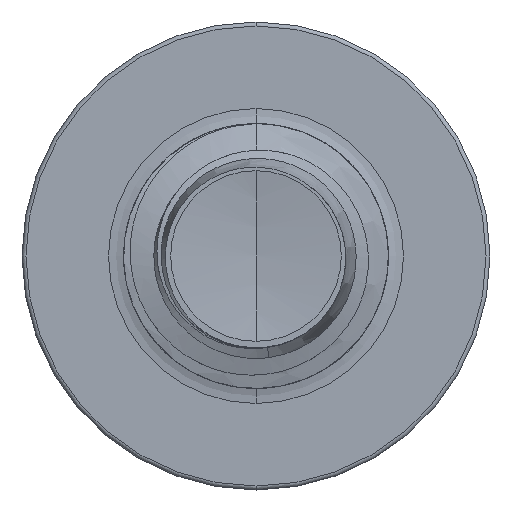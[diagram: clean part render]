
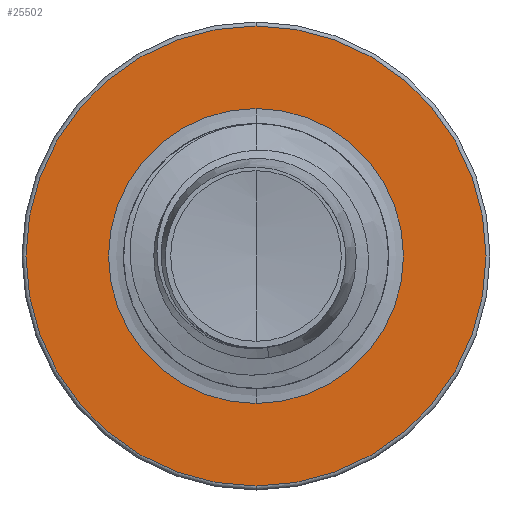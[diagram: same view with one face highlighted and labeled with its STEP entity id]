
A CAD part, front view. The second image highlights one B-rep face of the part: STEP entity #25502.
In plain terms, the highlighted planar face has unit normal (0, -1, 0).
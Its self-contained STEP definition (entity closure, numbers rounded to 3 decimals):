
#27 = EDGE_CURVE ( 'NONE', #23675, #14657, #24014, .T. ) ;
#2435 = DIRECTION ( 'NONE',  ( 0., 1., 0. ) ) ;
#2810 = FACE_OUTER_BOUND ( 'NONE', #23708, .T. ) ;
#4314 = ORIENTED_EDGE ( 'NONE', *, *, #16626, .F. ) ;
#4411 = AXIS2_PLACEMENT_3D ( 'NONE', #7311, #33397, #19511 ) ;
#5345 = EDGE_CURVE ( 'NONE', #33974, #7185, #33135, .T. ) ;
#5855 = DIRECTION ( 'NONE',  ( 0., 0., 1. ) ) ;
#5864 = DIRECTION ( 'NONE',  ( 0., 1., 0. ) ) ;
#5900 = CARTESIAN_POINT ( 'NONE',  ( 0., 11., 0. ) ) ;
#7185 = VERTEX_POINT ( 'NONE', #23987 ) ;
#7311 = CARTESIAN_POINT ( 'NONE',  ( 0., 11., -1.67 ) ) ;
#11484 = ORIENTED_EDGE ( 'NONE', *, *, #27, .F. ) ;
#13668 = AXIS2_PLACEMENT_3D ( 'NONE', #31239, #2435, #22407 ) ;
#13823 = CARTESIAN_POINT ( 'NONE',  ( 0., 11., -2.605 ) ) ;
#14395 = CIRCLE ( 'NONE', #26471, 2.605 ) ;
#14657 = VERTEX_POINT ( 'NONE', #13823 ) ;
#16550 = EDGE_CURVE ( 'NONE', #7185, #33974, #33398, .T. ) ;
#16626 = EDGE_CURVE ( 'NONE', #14657, #23675, #14395, .T. ) ;
#19511 = DIRECTION ( 'NONE',  ( 0., 0., 1. ) ) ;
#22407 = DIRECTION ( 'NONE',  ( 0., 0., 1. ) ) ;
#23449 = DIRECTION ( 'NONE',  ( 0., 0., 1. ) ) ;
#23675 = VERTEX_POINT ( 'NONE', #31867 ) ;
#23679 = DIRECTION ( 'NONE',  ( 0., 1., 0. ) ) ;
#23708 = EDGE_LOOP ( 'NONE', ( #11484, #4314 ) ) ;
#23792 = CARTESIAN_POINT ( 'NONE',  ( 0., 11., 0. ) ) ;
#23987 = CARTESIAN_POINT ( 'NONE',  ( 0., 11., 1.67 ) ) ;
#24014 = CIRCLE ( 'NONE', #13668, 2.605 ) ;
#25502 = ADVANCED_FACE ( 'NONE', ( #2810, #26243 ), #31509, .F. ) ;
#26243 = FACE_BOUND ( 'NONE', #27772, .T. ) ;
#26471 = AXIS2_PLACEMENT_3D ( 'NONE', #23792, #23679, #23449 ) ;
#26548 = DIRECTION ( 'NONE',  ( 0., 0., 1. ) ) ;
#26628 = DIRECTION ( 'NONE',  ( 0., 1., 0. ) ) ;
#26735 = CARTESIAN_POINT ( 'NONE',  ( 0., 11., 0. ) ) ;
#27561 = AXIS2_PLACEMENT_3D ( 'NONE', #5900, #5864, #5855 ) ;
#27772 = EDGE_LOOP ( 'NONE', ( #32742, #27962 ) ) ;
#27962 = ORIENTED_EDGE ( 'NONE', *, *, #5345, .T. ) ;
#29496 = AXIS2_PLACEMENT_3D ( 'NONE', #26735, #26628, #26548 ) ;
#29549 = CARTESIAN_POINT ( 'NONE',  ( 0., 11., -1.67 ) ) ;
#31239 = CARTESIAN_POINT ( 'NONE',  ( 0., 11., 0. ) ) ;
#31509 = PLANE ( 'NONE',  #4411 ) ;
#31867 = CARTESIAN_POINT ( 'NONE',  ( 0., 11., 2.605 ) ) ;
#32742 = ORIENTED_EDGE ( 'NONE', *, *, #16550, .T. ) ;
#33135 = CIRCLE ( 'NONE', #27561, 1.67 ) ;
#33397 = DIRECTION ( 'NONE',  ( 0., 1., 0. ) ) ;
#33398 = CIRCLE ( 'NONE', #29496, 1.67 ) ;
#33974 = VERTEX_POINT ( 'NONE', #29549 ) ;
